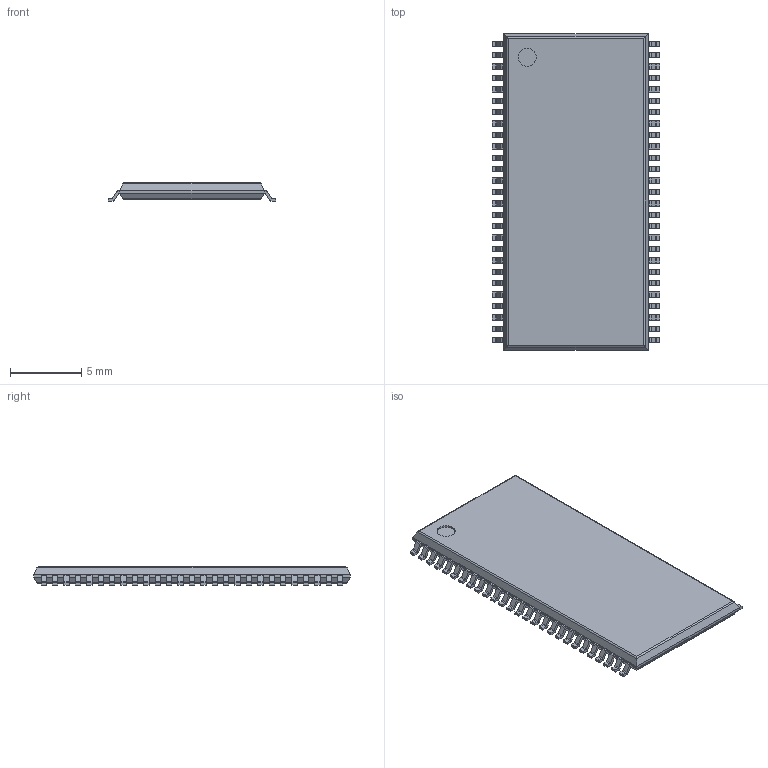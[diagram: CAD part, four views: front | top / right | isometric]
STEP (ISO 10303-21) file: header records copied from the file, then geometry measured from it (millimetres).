
FILE_DESCRIPTION(('FreeCAD Model'),'2;1');
FILE_NAME('15447543.1.1.stp','2021-11-14T14:42:37',( 'Author'),(''),'Open CASCADE STEP processor 6.9','FreeCAD','Unknown' );
FILE_SCHEMA(('AUTOMOTIVE_DESIGN { 1 0 10303 214 1 1 1 1 }'));
Length unit declared in the file: millimetre
Products named in the file (3): ASSEMBLY; Body; PinsArrayLR
Assembly tree (2 placements, depth 2):
  ASSEMBLY
    Body
    PinsArrayLR
Bounding box: 11.76 x 22.22 x 1.28 mm (x, y, z)
Volume: 256.8 mm3; surface area: 573.7 mm2
Topology: 55 solids, 55 shells, 726 faces, 1829 edges, 1214 vertices
Faces by surface type: plane 555, cylinder 171
Full cylindrical faces by diameter (mm): 1.27 x1
Entity records: 46283 total; most frequent: CARTESIAN_POINT 8642, DIRECTION 6989, LINE 4699, VECTOR 4699, ORIENTED_EDGE 3658, PCURVE 3658, DEFINITIONAL_REPRESENTATION 3658, EDGE_CURVE 1829
